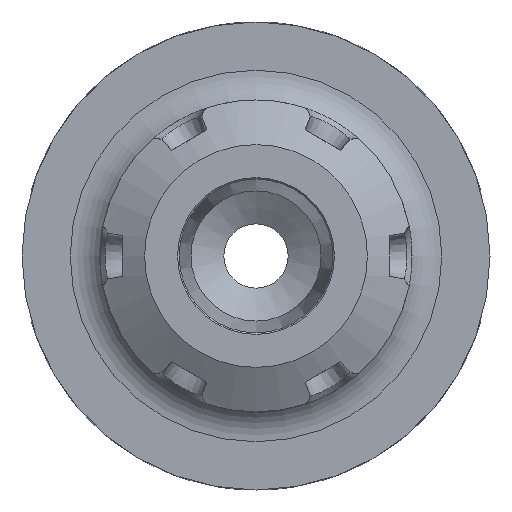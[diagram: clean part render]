
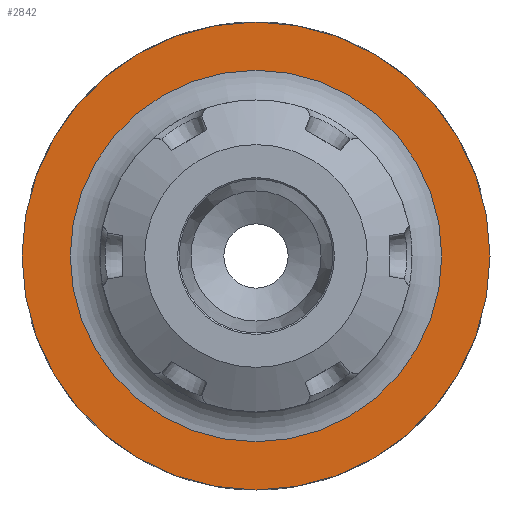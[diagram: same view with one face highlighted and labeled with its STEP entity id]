
A CAD part, left-side view. The second image highlights one B-rep face of the part: STEP entity #2842.
In plain terms, the highlighted planar face has unit normal (-1, 0, 0).
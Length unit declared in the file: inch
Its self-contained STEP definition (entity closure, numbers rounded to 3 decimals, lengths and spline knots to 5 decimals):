
#39=FACE_BOUND('',#639,.T.);
#117=PLANE('',#3134);
#472=FACE_OUTER_BOUND('',#638,.T.);
#638=EDGE_LOOP('',(#2439,#2440));
#639=EDGE_LOOP('',(#2441,#2442));
#994=CIRCLE('',#3132,0.98425);
#995=CIRCLE('',#3133,0.98425);
#996=CIRCLE('',#3135,1.24016);
#997=CIRCLE('',#3136,1.24016);
#1268=VERTEX_POINT('',#6524);
#1269=VERTEX_POINT('',#6526);
#1270=VERTEX_POINT('',#6530);
#1271=VERTEX_POINT('',#6531);
#1678=EDGE_CURVE('',#1269,#1268,#994,.T.);
#1679=EDGE_CURVE('',#1268,#1269,#995,.T.);
#1680=EDGE_CURVE('',#1270,#1271,#996,.T.);
#1681=EDGE_CURVE('',#1271,#1270,#997,.T.);
#2439=ORIENTED_EDGE('',*,*,#1680,.F.);
#2440=ORIENTED_EDGE('',*,*,#1681,.F.);
#2441=ORIENTED_EDGE('',*,*,#1678,.T.);
#2442=ORIENTED_EDGE('',*,*,#1679,.T.);
#2842=ADVANCED_FACE('',(#472,#39),#117,.T.);
#3132=AXIS2_PLACEMENT_3D('',#6527,#3778,#3779);
#3133=AXIS2_PLACEMENT_3D('',#6528,#3780,#3781);
#3134=AXIS2_PLACEMENT_3D('',#6529,#3782,#3783);
#3135=AXIS2_PLACEMENT_3D('',#6532,#3784,#3785);
#3136=AXIS2_PLACEMENT_3D('',#6533,#3786,#3787);
#3778=DIRECTION('center_axis',(1.,0.,0.));
#3779=DIRECTION('ref_axis',(0.,1.,0.));
#3780=DIRECTION('center_axis',(1.,0.,0.));
#3781=DIRECTION('ref_axis',(0.,1.,0.));
#3782=DIRECTION('center_axis',(-1.,0.,0.));
#3783=DIRECTION('ref_axis',(0.,0.,1.));
#3784=DIRECTION('center_axis',(1.,0.,0.));
#3785=DIRECTION('ref_axis',(0.,1.,0.));
#3786=DIRECTION('center_axis',(1.,0.,0.));
#3787=DIRECTION('ref_axis',(0.,1.,0.));
#6524=CARTESIAN_POINT('',(-0.86614,0.,0.98425));
#6526=CARTESIAN_POINT('',(-0.86614,0.98425,0.));
#6527=CARTESIAN_POINT('Origin',(-0.86614,0.,
0.));
#6528=CARTESIAN_POINT('Origin',(-0.86614,0.,
0.));
#6529=CARTESIAN_POINT('Origin',(-0.86614,1.1122,0.));
#6530=CARTESIAN_POINT('',(-0.86614,1.24016,0.));
#6531=CARTESIAN_POINT('',(-0.86614,-1.24016,0.));
#6532=CARTESIAN_POINT('Origin',(-0.86614,0.,
0.));
#6533=CARTESIAN_POINT('Origin',(-0.86614,0.,
0.));
